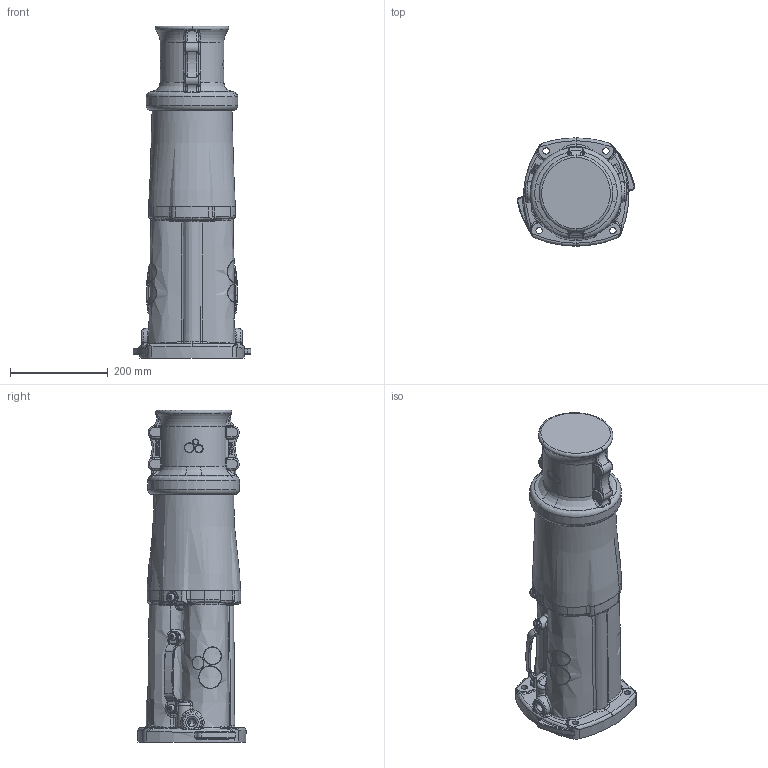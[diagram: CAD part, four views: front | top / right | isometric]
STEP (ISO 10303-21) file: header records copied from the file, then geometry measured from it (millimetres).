
FILE_DESCRIPTION(/* description */ ('15kV KA Universal Body'),/* implementation_level */ '2;1');
FILE_NAME(/* name */ 'RS847_SLD body with Large Trailing Cable Gland RS207_SLD.stp',/* time_stamp */ '2022-09-10T15:32:50+10:00',/* author */ ('a.tao491'),/* organization */ (''),/* preprocessor_version */ 'ST-DEVELOPER v16.5',/* originating_system */ 'Autodesk Inventor 2017',/* authorisation */ '');
FILE_SCHEMA (('AUTOMOTIVE_DESIGN { 1 0 10303 214 3 1 1 }'));
Products named in the file (8): RS847_NEW; 1216; 1221; Part3; 2234; RS207_SLD; 2246_SLD; 2226_SLD
Assembly tree (12 placements, depth 3):
  RS847_NEW
    1216  x5
    1221
    Part3  x2
    2234
    RS207_SLD
      2246_SLD
      2226_SLD
Bounding box: 241.32 x 221.98 x 680.99 mm (x, y, z)
Volume: 15239929 mm3; surface area: 623279.9 mm2
Topology: 11 solids, 11 shells, 2649 faces, 6187 edges, 3558 vertices
Faces by surface type: bspline 886, cylinder 806, plane 370, torus 328, sphere 208, cone 51
Full cylindrical faces by diameter (mm): 7.798 x5, 9.45 x5, 10 x6, 11 x4, 11.1 x1, 13 x4, 16.3 x5, 19.7 x1, 26.5 x1, 164 x1, 188 x1
Entity records: 108543 total; most frequent: CARTESIAN_POINT 55427, ORIENTED_EDGE 11412, DIRECTION 10315, EDGE_CURVE 5706, AXIS2_PLACEMENT_3D 4391, VERTEX_POINT 3328, CIRCLE 2587, EDGE_LOOP 2586
